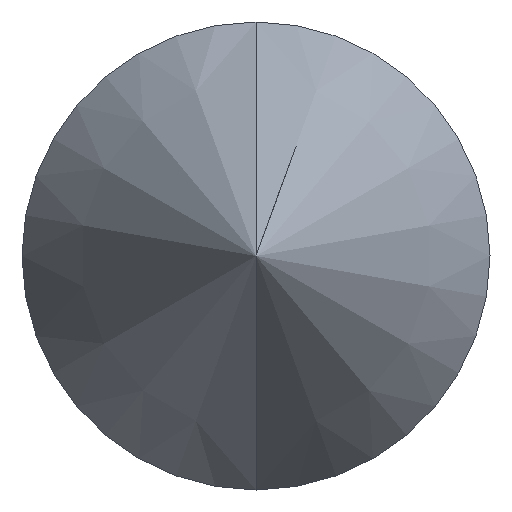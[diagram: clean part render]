
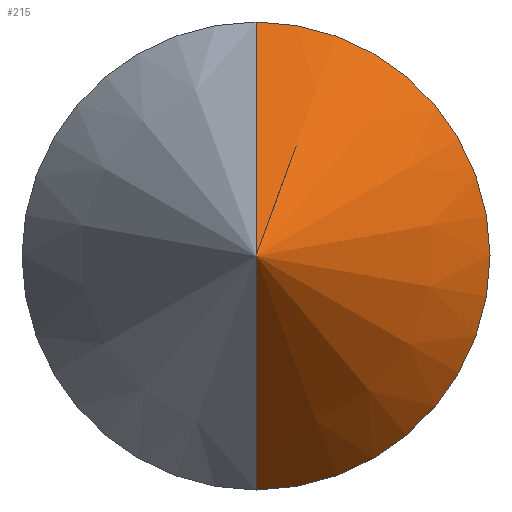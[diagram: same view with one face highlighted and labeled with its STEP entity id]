
A CAD part, front view. The second image highlights one B-rep face of the part: STEP entity #215.
In plain terms, the highlighted conical face has half-angle 30 degrees and reference radius 577.35 mm.
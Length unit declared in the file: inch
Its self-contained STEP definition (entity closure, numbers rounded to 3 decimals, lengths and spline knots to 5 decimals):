
#5 = CONICAL_SURFACE ( 'NONE', #159, 22.73033, 0.524 ) ;
#8 = EDGE_CURVE ( 'NONE', #82, #27, #34, .T. ) ;
#22 = DIRECTION ( 'NONE',  ( 0., 1., 0. ) ) ;
#27 = VERTEX_POINT ( 'NONE', #31 ) ;
#31 = CARTESIAN_POINT ( 'NONE',  ( 0., 0.21651, -0.125 ) ) ;
#33 = VECTOR ( 'NONE', #254, 39.37008 ) ;
#34 = LINE ( 'NONE', #198, #220 ) ;
#40 = DIRECTION ( 'NONE',  ( 0., 0., 1. ) ) ;
#46 = DIRECTION ( 'NONE',  ( 0., 0.866, -0.5 ) ) ;
#61 = CARTESIAN_POINT ( 'NONE',  ( 0., 0., 0. ) ) ;
#78 = FACE_OUTER_BOUND ( 'NONE', #211, .T. ) ;
#79 = CARTESIAN_POINT ( 'NONE',  ( 0., 0.21651, 0.125 ) ) ;
#80 = ORIENTED_EDGE ( 'NONE', *, *, #8, .T. ) ;
#81 = CARTESIAN_POINT ( 'NONE',  ( 0., 39.37008, 0. ) ) ;
#82 = VERTEX_POINT ( 'NONE', #61 ) ;
#95 = DIRECTION ( 'NONE',  ( 0., 0., -1. ) ) ;
#102 = ORIENTED_EDGE ( 'NONE', *, *, #258, .F. ) ;
#105 = CARTESIAN_POINT ( 'NONE',  ( 0., 0., 0. ) ) ;
#119 = EDGE_CURVE ( 'NONE', #27, #227, #122, .T. ) ;
#122 = CIRCLE ( 'NONE', #225, 0.125 ) ;
#156 = LINE ( 'NONE', #105, #33 ) ;
#159 = AXIS2_PLACEMENT_3D ( 'NONE', #81, #22, #40 ) ;
#198 = CARTESIAN_POINT ( 'NONE',  ( 0., 0., 0. ) ) ;
#202 = DIRECTION ( 'NONE',  ( 0., -1., 0. ) ) ;
#208 = ORIENTED_EDGE ( 'NONE', *, *, #119, .T. ) ;
#211 = EDGE_LOOP ( 'NONE', ( #102, #80, #208 ) ) ;
#215 = ADVANCED_FACE ( 'NONE', ( #78 ), #5, .T. ) ;
#220 = VECTOR ( 'NONE', #46, 39.37008 ) ;
#225 = AXIS2_PLACEMENT_3D ( 'NONE', #239, #202, #95 ) ;
#227 = VERTEX_POINT ( 'NONE', #79 ) ;
#239 = CARTESIAN_POINT ( 'NONE',  ( 0., 0.21651, 0. ) ) ;
#254 = DIRECTION ( 'NONE',  ( 0., 0.866, 0.5 ) ) ;
#258 = EDGE_CURVE ( 'NONE', #82, #227, #156, .T. ) ;
